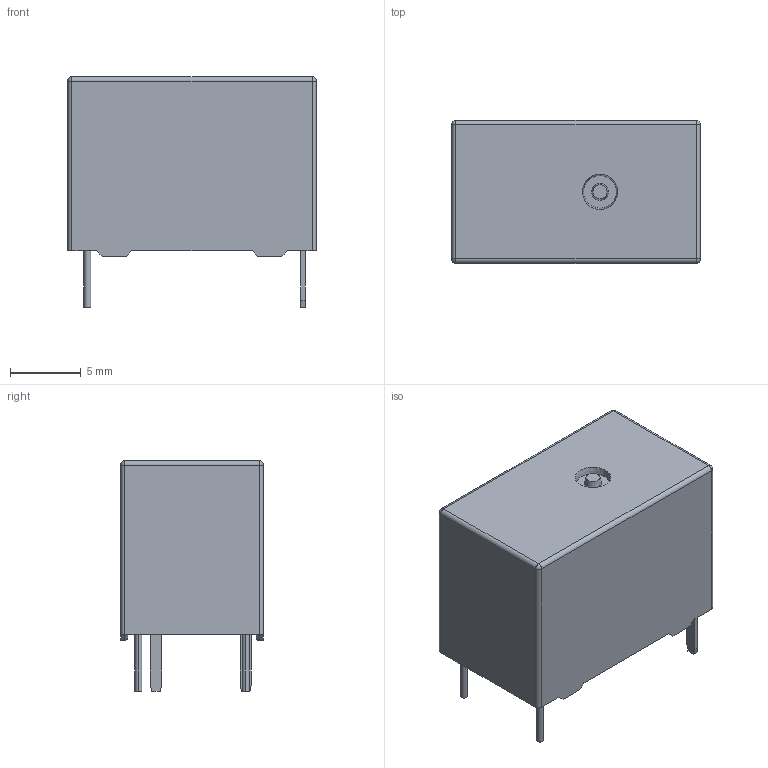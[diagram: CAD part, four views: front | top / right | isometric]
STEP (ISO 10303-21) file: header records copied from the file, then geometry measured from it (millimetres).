
FILE_DESCRIPTION(('STEP AP242'),'1');
FILE_NAME('hf32fa.stp','2022-08-22T02:43:19',('TraceParts'),('TraceParts S.A.'),'Spatial InterOp 3D',' ',' ');
FILE_SCHEMA(('AP242_MANAGED_MODEL_BASED_3D_ENGINEERING_MIM_LF {1 0 10303 442 1 1 4}'));
Length unit declared in the file: millimetre
Products named in the file (1): hf32fa
Bounding box: 17.6 x 10.1 x 16.3 mm (x, y, z)
Volume: 2187.5 mm3; surface area: 1063.8 mm2
Topology: 1 solids, 1 shells, 72 faces, 176 edges, 108 vertices
Faces by surface type: plane 40, cylinder 24, cone 4, sphere 4
Entity records: 2079 total; most frequent: DIRECTION 366, CARTESIAN_POINT 353, ORIENTED_EDGE 344, EDGE_CURVE 172, LINE 124, VECTOR 124, AXIS2_PLACEMENT_3D 121, VERTEX_POINT 108
